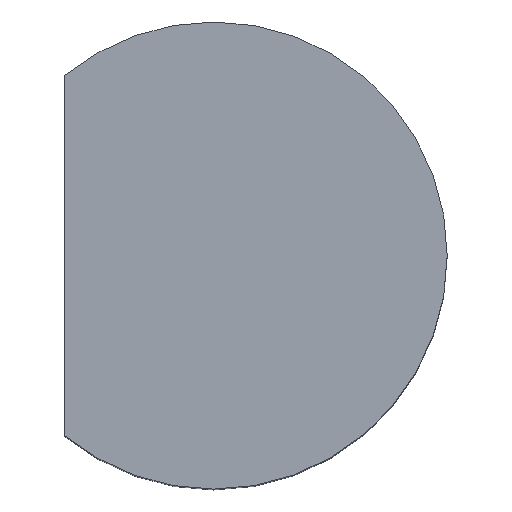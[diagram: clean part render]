
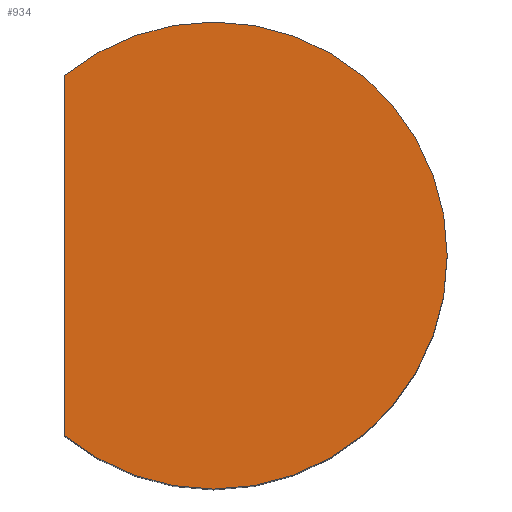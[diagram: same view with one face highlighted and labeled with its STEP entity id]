
A CAD part, top view. The second image highlights one B-rep face of the part: STEP entity #934.
In plain terms, the highlighted planar face has unit normal (0, 0, 1).
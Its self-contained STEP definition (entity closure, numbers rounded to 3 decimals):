
#32 = EDGE_CURVE('',#33,#35,#37,.T.);
#33 = VERTEX_POINT('',#34);
#34 = CARTESIAN_POINT('',(0.015,-3.67,8.023));
#35 = VERTEX_POINT('',#36);
#36 = CARTESIAN_POINT('',(0.015,1.13,8.023));
#37 = SURFACE_CURVE('',#38,(#43,#77),.PCURVE_S1.);
#38 = CIRCLE('',#39,2.4);
#39 = AXIS2_PLACEMENT_3D('',#40,#41,#42);
#40 = CARTESIAN_POINT('',(0.015,-1.27,8.023));
#41 = DIRECTION('',(0.,0.,1.));
#42 = DIRECTION('',(0.,-1.,0.));
#43 = PCURVE('',#44,#49);
#44 = CYLINDRICAL_SURFACE('',#45,2.4);
#45 = AXIS2_PLACEMENT_3D('',#46,#47,#48);
#46 = CARTESIAN_POINT('',(0.015,-1.27,8.023));
#47 = DIRECTION('',(0.,0.,-1.));
#48 = DIRECTION('',(0.,1.,0.));
#49 = DEFINITIONAL_REPRESENTATION('',(#50),#76);
#50 = B_SPLINE_CURVE_WITH_KNOTS('',3,(#51,#52,#53,#54,#55,#56,#57,#58,
    #59,#60,#61,#62,#63,#64,#65,#66,#67,#68,#69,#70,#71,#72,#73,#74,#75)
  ,.UNSPECIFIED.,.F.,.F.,(4,1,1,1,1,1,1,1,1,1,1,1,1,1,1,1,1,1,1,1,1,1,4)
  ,(0.,0.143,0.286,0.428,0.571,
    0.714,0.857,1.,1.142,
    1.285,1.428,1.571,1.714,
    1.856,1.999,2.142,2.285,
    2.428,2.57,2.713,2.856,
    2.999,3.142),.UNSPECIFIED.);
#51 = CARTESIAN_POINT('',(3.142,0.));
#52 = CARTESIAN_POINT('',(3.094,0.));
#53 = CARTESIAN_POINT('',(2.999,0.));
#54 = CARTESIAN_POINT('',(2.856,0.));
#55 = CARTESIAN_POINT('',(2.713,0.));
#56 = CARTESIAN_POINT('',(2.57,0.));
#57 = CARTESIAN_POINT('',(2.428,0.));
#58 = CARTESIAN_POINT('',(2.285,0.));
#59 = CARTESIAN_POINT('',(2.142,0.));
#60 = CARTESIAN_POINT('',(1.999,0.));
#61 = CARTESIAN_POINT('',(1.856,0.));
#62 = CARTESIAN_POINT('',(1.714,0.));
#63 = CARTESIAN_POINT('',(1.571,0.));
#64 = CARTESIAN_POINT('',(1.428,0.));
#65 = CARTESIAN_POINT('',(1.285,0.));
#66 = CARTESIAN_POINT('',(1.142,0.));
#67 = CARTESIAN_POINT('',(1.,0.));
#68 = CARTESIAN_POINT('',(0.857,0.));
#69 = CARTESIAN_POINT('',(0.714,0.));
#70 = CARTESIAN_POINT('',(0.571,0.));
#71 = CARTESIAN_POINT('',(0.428,0.));
#72 = CARTESIAN_POINT('',(0.286,0.));
#73 = CARTESIAN_POINT('',(0.143,0.));
#74 = CARTESIAN_POINT('',(0.048,0.));
#75 = CARTESIAN_POINT('',(0.,0.));
#76 = ( GEOMETRIC_REPRESENTATION_CONTEXT(2) 
PARAMETRIC_REPRESENTATION_CONTEXT() REPRESENTATION_CONTEXT('2D SPACE',''
  ) );
#77 = PCURVE('',#78,#83);
#78 = PLANE('',#79);
#79 = AXIS2_PLACEMENT_3D('',#80,#81,#82);
#80 = CARTESIAN_POINT('',(0.015,-1.27,8.023));
#81 = DIRECTION('',(0.,0.,1.));
#82 = DIRECTION('',(0.,-1.,0.));
#83 = DEFINITIONAL_REPRESENTATION('',(#84),#88);
#84 = CIRCLE('',#85,2.4);
#85 = AXIS2_PLACEMENT_2D('',#86,#87);
#86 = CARTESIAN_POINT('',(0.,0.));
#87 = DIRECTION('',(1.,0.));
#88 = ( GEOMETRIC_REPRESENTATION_CONTEXT(2) 
PARAMETRIC_REPRESENTATION_CONTEXT() REPRESENTATION_CONTEXT('2D SPACE',''
  ) );
#128 = CYLINDRICAL_SURFACE('',#129,2.4);
#129 = AXIS2_PLACEMENT_3D('',#130,#131,#132);
#130 = CARTESIAN_POINT('',(0.015,-1.27,8.023));
#131 = DIRECTION('',(0.,0.,-1.));
#132 = DIRECTION('',(0.,1.,0.));
#249 = CYLINDRICAL_SURFACE('',#250,2.4);
#250 = AXIS2_PLACEMENT_3D('',#251,#252,#253);
#251 = CARTESIAN_POINT('',(0.015,-1.27,8.023));
#252 = DIRECTION('',(0.,0.,-1.));
#253 = DIRECTION('',(0.,1.,0.));
#286 = EDGE_CURVE('',#35,#287,#289,.T.);
#287 = VERTEX_POINT('',#288);
#288 = CARTESIAN_POINT('',(-1.515,0.579,8.023));
#289 = SURFACE_CURVE('',#290,(#295,#324),.PCURVE_S1.);
#290 = CIRCLE('',#291,2.4);
#291 = AXIS2_PLACEMENT_3D('',#292,#293,#294);
#292 = CARTESIAN_POINT('',(0.015,-1.27,8.023));
#293 = DIRECTION('',(0.,0.,1.));
#294 = DIRECTION('',(0.,-1.,0.));
#295 = PCURVE('',#249,#296);
#296 = DEFINITIONAL_REPRESENTATION('',(#297),#323);
#297 = B_SPLINE_CURVE_WITH_KNOTS('',3,(#298,#299,#300,#301,#302,#303,
    #304,#305,#306,#307,#308,#309,#310,#311,#312,#313,#314,#315,#316,
    #317,#318,#319,#320,#321,#322),.UNSPECIFIED.,.F.,.F.,(4,1,1,1,1,1,1,
    1,1,1,1,1,1,1,1,1,1,1,1,1,1,1,4),(3.142,3.173,
    3.204,3.236,3.267,3.299,
    3.33,3.362,3.393,3.424,
    3.456,3.487,3.519,3.55,
    3.581,3.613,3.644,3.676,
    3.707,3.739,3.77,3.801,
    3.833),.UNSPECIFIED.);
#298 = CARTESIAN_POINT('',(6.283,0.));
#299 = CARTESIAN_POINT('',(6.273,0.));
#300 = CARTESIAN_POINT('',(6.252,0.));
#301 = CARTESIAN_POINT('',(6.22,0.));
#302 = CARTESIAN_POINT('',(6.189,0.));
#303 = CARTESIAN_POINT('',(6.158,0.));
#304 = CARTESIAN_POINT('',(6.126,0.));
#305 = CARTESIAN_POINT('',(6.095,0.));
#306 = CARTESIAN_POINT('',(6.063,0.));
#307 = CARTESIAN_POINT('',(6.032,0.));
#308 = CARTESIAN_POINT('',(6.,0.));
#309 = CARTESIAN_POINT('',(5.969,0.));
#310 = CARTESIAN_POINT('',(5.938,0.));
#311 = CARTESIAN_POINT('',(5.906,0.));
#312 = CARTESIAN_POINT('',(5.875,0.));
#313 = CARTESIAN_POINT('',(5.843,0.));
#314 = CARTESIAN_POINT('',(5.812,0.));
#315 = CARTESIAN_POINT('',(5.78,0.));
#316 = CARTESIAN_POINT('',(5.749,0.));
#317 = CARTESIAN_POINT('',(5.718,0.));
#318 = CARTESIAN_POINT('',(5.686,0.));
#319 = CARTESIAN_POINT('',(5.655,0.));
#320 = CARTESIAN_POINT('',(5.623,0.));
#321 = CARTESIAN_POINT('',(5.602,0.));
#322 = CARTESIAN_POINT('',(5.592,0.));
#323 = ( GEOMETRIC_REPRESENTATION_CONTEXT(2) 
PARAMETRIC_REPRESENTATION_CONTEXT() REPRESENTATION_CONTEXT('2D SPACE',''
  ) );
#324 = PCURVE('',#78,#325);
#325 = DEFINITIONAL_REPRESENTATION('',(#326),#330);
#326 = CIRCLE('',#327,2.4);
#327 = AXIS2_PLACEMENT_2D('',#328,#329);
#328 = CARTESIAN_POINT('',(0.,0.));
#329 = DIRECTION('',(1.,0.));
#330 = ( GEOMETRIC_REPRESENTATION_CONTEXT(2) 
PARAMETRIC_REPRESENTATION_CONTEXT() REPRESENTATION_CONTEXT('2D SPACE',''
  ) );
#415 = PLANE('',#416);
#416 = AXIS2_PLACEMENT_3D('',#417,#418,#419);
#417 = CARTESIAN_POINT('',(-1.515,0.63,2.823));
#418 = DIRECTION('',(1.,0.,0.));
#419 = DIRECTION('',(0.,0.,1.));
#845 = EDGE_CURVE('',#846,#33,#848,.T.);
#846 = VERTEX_POINT('',#847);
#847 = CARTESIAN_POINT('',(-1.515,-3.119,8.023));
#848 = SURFACE_CURVE('',#849,(#854,#883),.PCURVE_S1.);
#849 = CIRCLE('',#850,2.4);
#850 = AXIS2_PLACEMENT_3D('',#851,#852,#853);
#851 = CARTESIAN_POINT('',(0.015,-1.27,8.023));
#852 = DIRECTION('',(0.,0.,1.));
#853 = DIRECTION('',(0.,-1.,0.));
#854 = PCURVE('',#128,#855);
#855 = DEFINITIONAL_REPRESENTATION('',(#856),#882);
#856 = B_SPLINE_CURVE_WITH_KNOTS('',3,(#857,#858,#859,#860,#861,#862,
    #863,#864,#865,#866,#867,#868,#869,#870,#871,#872,#873,#874,#875,
    #876,#877,#878,#879,#880,#881),.UNSPECIFIED.,.F.,.F.,(4,1,1,1,1,1,1,
    1,1,1,1,1,1,1,1,1,1,1,1,1,1,1,4),(5.592,5.623,
    5.655,5.686,5.718,5.749,
    5.78,5.812,5.843,5.875,
    5.906,5.938,5.969,6.,
    6.032,6.063,6.095,6.126,
    6.158,6.189,6.22,6.252,
    6.283),.UNSPECIFIED.);
#857 = CARTESIAN_POINT('',(3.833,0.));
#858 = CARTESIAN_POINT('',(3.822,0.));
#859 = CARTESIAN_POINT('',(3.801,0.));
#860 = CARTESIAN_POINT('',(3.77,0.));
#861 = CARTESIAN_POINT('',(3.739,0.));
#862 = CARTESIAN_POINT('',(3.707,0.));
#863 = CARTESIAN_POINT('',(3.676,0.));
#864 = CARTESIAN_POINT('',(3.644,0.));
#865 = CARTESIAN_POINT('',(3.613,0.));
#866 = CARTESIAN_POINT('',(3.581,0.));
#867 = CARTESIAN_POINT('',(3.55,0.));
#868 = CARTESIAN_POINT('',(3.519,0.));
#869 = CARTESIAN_POINT('',(3.487,0.));
#870 = CARTESIAN_POINT('',(3.456,0.));
#871 = CARTESIAN_POINT('',(3.424,0.));
#872 = CARTESIAN_POINT('',(3.393,0.));
#873 = CARTESIAN_POINT('',(3.362,0.));
#874 = CARTESIAN_POINT('',(3.33,0.));
#875 = CARTESIAN_POINT('',(3.299,0.));
#876 = CARTESIAN_POINT('',(3.267,0.));
#877 = CARTESIAN_POINT('',(3.236,0.));
#878 = CARTESIAN_POINT('',(3.204,0.));
#879 = CARTESIAN_POINT('',(3.173,0.));
#880 = CARTESIAN_POINT('',(3.152,0.));
#881 = CARTESIAN_POINT('',(3.142,0.));
#882 = ( GEOMETRIC_REPRESENTATION_CONTEXT(2) 
PARAMETRIC_REPRESENTATION_CONTEXT() REPRESENTATION_CONTEXT('2D SPACE',''
  ) );
#883 = PCURVE('',#78,#884);
#884 = DEFINITIONAL_REPRESENTATION('',(#885),#889);
#885 = CIRCLE('',#886,2.4);
#886 = AXIS2_PLACEMENT_2D('',#887,#888);
#887 = CARTESIAN_POINT('',(0.,0.));
#888 = DIRECTION('',(1.,0.));
#889 = ( GEOMETRIC_REPRESENTATION_CONTEXT(2) 
PARAMETRIC_REPRESENTATION_CONTEXT() REPRESENTATION_CONTEXT('2D SPACE',''
  ) );
#934 = ADVANCED_FACE('',(#935),#78,.T.);
#935 = FACE_BOUND('',#936,.T.);
#936 = EDGE_LOOP('',(#937,#958,#959,#960));
#937 = ORIENTED_EDGE('',*,*,#938,.F.);
#938 = EDGE_CURVE('',#846,#287,#939,.T.);
#939 = SURFACE_CURVE('',#940,(#944,#951),.PCURVE_S1.);
#940 = LINE('',#941,#942);
#941 = CARTESIAN_POINT('',(-1.515,0.63,8.023));
#942 = VECTOR('',#943,1.);
#943 = DIRECTION('',(0.,1.,0.));
#944 = PCURVE('',#78,#945);
#945 = DEFINITIONAL_REPRESENTATION('',(#946),#950);
#946 = LINE('',#947,#948);
#947 = CARTESIAN_POINT('',(-1.9,-1.53));
#948 = VECTOR('',#949,1.);
#949 = DIRECTION('',(-1.,0.));
#950 = ( GEOMETRIC_REPRESENTATION_CONTEXT(2) 
PARAMETRIC_REPRESENTATION_CONTEXT() REPRESENTATION_CONTEXT('2D SPACE',''
  ) );
#951 = PCURVE('',#415,#952);
#952 = DEFINITIONAL_REPRESENTATION('',(#953),#957);
#953 = LINE('',#954,#955);
#954 = CARTESIAN_POINT('',(5.2,0.));
#955 = VECTOR('',#956,1.);
#956 = DIRECTION('',(-0.,-1.));
#957 = ( GEOMETRIC_REPRESENTATION_CONTEXT(2) 
PARAMETRIC_REPRESENTATION_CONTEXT() REPRESENTATION_CONTEXT('2D SPACE',''
  ) );
#958 = ORIENTED_EDGE('',*,*,#845,.T.);
#959 = ORIENTED_EDGE('',*,*,#32,.T.);
#960 = ORIENTED_EDGE('',*,*,#286,.T.);
